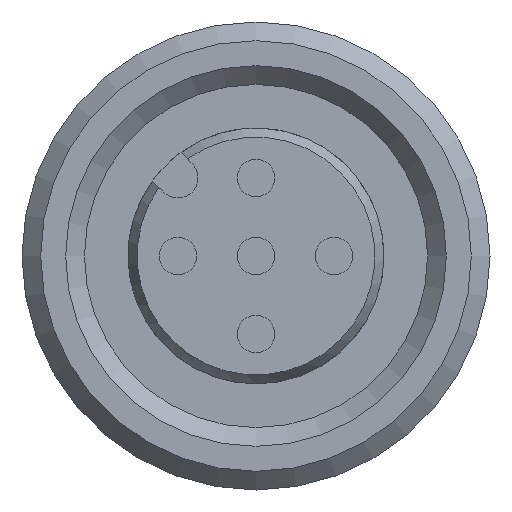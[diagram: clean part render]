
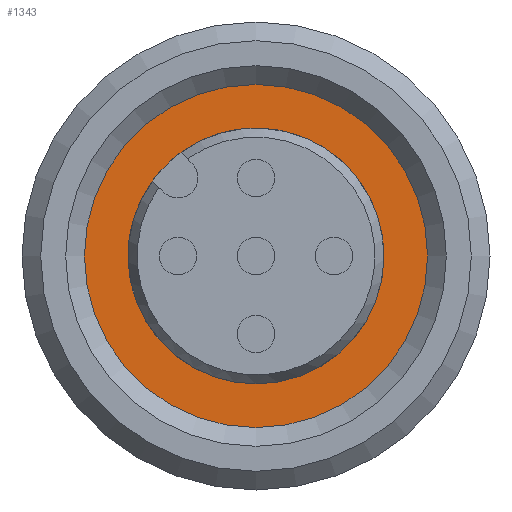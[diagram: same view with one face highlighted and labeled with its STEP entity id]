
A CAD part, left-side view. The second image highlights one B-rep face of the part: STEP entity #1343.
In plain terms, the highlighted planar face has unit normal (-1, 0, 0).
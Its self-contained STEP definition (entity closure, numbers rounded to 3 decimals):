
#462=CARTESIAN_POINT('',(-5.2,0.,-4.1));
#463=VERTEX_POINT('',#462);
#464=CARTESIAN_POINT('',(-5.2,0.0,0.0));
#465=DIRECTION('',(-1.0,0.0,0.0));
#466=DIRECTION('',(0.0,0.0,-1.0));
#467=AXIS2_PLACEMENT_3D('',#464,#465,#466);
#468=CIRCLE('',#467,4.1);
#469=EDGE_CURVE('',#463,#463,#468,.T.);
#1317=CARTESIAN_POINT('',(-5.2,0.,-5.5));
#1318=VERTEX_POINT('',#1317);
#1319=CARTESIAN_POINT('',(-5.2,0.0,0.0));
#1320=DIRECTION('',(-1.0,0.0,0.0));
#1321=DIRECTION('',(0.0,0.0,-1.0));
#1322=AXIS2_PLACEMENT_3D('',#1319,#1320,#1321);
#1323=CIRCLE('',#1322,5.5);
#1324=EDGE_CURVE('',#1318,#1318,#1323,.T.);
#1332=CARTESIAN_POINT('',(-5.2,0.,-4.8));
#1333=DIRECTION('',(-1.0,0.0,0.0));
#1334=DIRECTION('',(0.0,-1.0,0.0));
#1335=AXIS2_PLACEMENT_3D('',#1332,#1333,#1334);
#1336=PLANE('',#1335);
#1337=ORIENTED_EDGE('',*,*,#1324,.T.);
#1338=EDGE_LOOP('',(#1337));
#1339=FACE_OUTER_BOUND('',#1338,.T.);
#1340=ORIENTED_EDGE('',*,*,#469,.F.);
#1341=EDGE_LOOP('',(#1340));
#1342=FACE_BOUND('',#1341,.T.);
#1343=ADVANCED_FACE('',(#1339,#1342),#1336,.T.);
